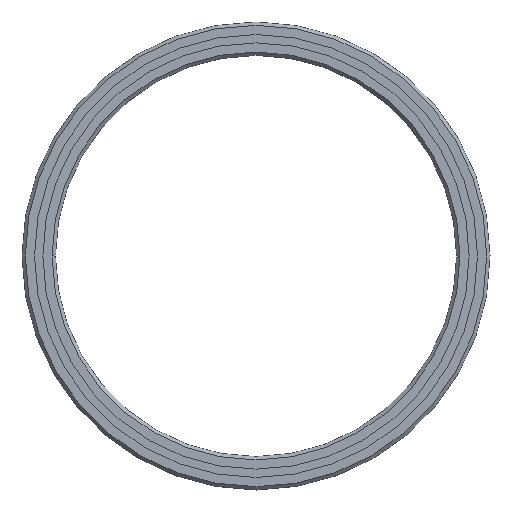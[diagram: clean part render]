
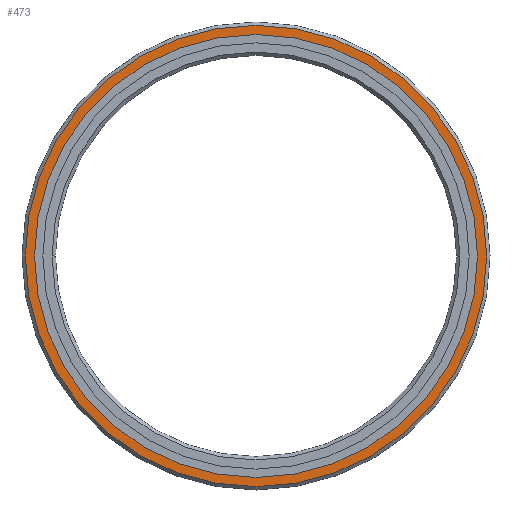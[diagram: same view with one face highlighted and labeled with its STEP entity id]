
A CAD part, front view. The second image highlights one B-rep face of the part: STEP entity #473.
In plain terms, the highlighted planar face has unit normal (0, -1, 0).
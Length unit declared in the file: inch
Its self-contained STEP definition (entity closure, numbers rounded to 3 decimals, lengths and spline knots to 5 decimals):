
#3 = DIRECTION ( 'NONE',  ( 1., 0., 0. ) ) ;
#8 = DIRECTION ( 'NONE',  ( 0., -1., 0. ) ) ;
#20 = CIRCLE ( 'NONE', #206, 1.65625 ) ;
#35 = FACE_OUTER_BOUND ( 'NONE', #449, .T. ) ;
#57 = ORIENTED_EDGE ( 'NONE', *, *, #381, .T. ) ;
#67 = CIRCLE ( 'NONE', #191, 1.725 ) ;
#77 = DIRECTION ( 'NONE',  ( 0., 1., 0. ) ) ;
#177 = AXIS2_PLACEMENT_3D ( 'NONE', #309, #479, #655 ) ;
#183 = DIRECTION ( 'NONE',  ( -1., 0., 0. ) ) ;
#191 = AXIS2_PLACEMENT_3D ( 'NONE', #304, #8, #3 ) ;
#192 = ORIENTED_EDGE ( 'NONE', *, *, #686, .T. ) ;
#206 = AXIS2_PLACEMENT_3D ( 'NONE', #518, #77, #183 ) ;
#271 = VERTEX_POINT ( 'NONE', #445 ) ;
#274 = CIRCLE ( 'NONE', #694, 1.65625 ) ;
#289 = VERTEX_POINT ( 'NONE', #702 ) ;
#292 = ORIENTED_EDGE ( 'NONE', *, *, #406, .T. ) ;
#304 = CARTESIAN_POINT ( 'NONE',  ( 0., -0.125, 0. ) ) ;
#309 = CARTESIAN_POINT ( 'NONE',  ( 0., -0.125, 0. ) ) ;
#321 = ORIENTED_EDGE ( 'NONE', *, *, #429, .T. ) ;
#322 = CARTESIAN_POINT ( 'NONE',  ( 0., -0.125, 0. ) ) ;
#347 = CIRCLE ( 'NONE', #177, 1.725 ) ;
#381 = EDGE_CURVE ( 'NONE', #481, #289, #20, .T. ) ;
#406 = EDGE_CURVE ( 'NONE', #558, #271, #347, .T. ) ;
#429 = EDGE_CURVE ( 'NONE', #289, #481, #274, .T. ) ;
#434 = PLANE ( 'NONE',  #633 ) ;
#445 = CARTESIAN_POINT ( 'NONE',  ( -1.725, -0.125, 0. ) ) ;
#447 = CARTESIAN_POINT ( 'NONE',  ( 1.725, -0.125, 0. ) ) ;
#449 = EDGE_LOOP ( 'NONE', ( #192, #292 ) ) ;
#473 = ADVANCED_FACE ( 'NONE', ( #35, #487 ), #434, .T. ) ;
#479 = DIRECTION ( 'NONE',  ( 0., -1., 0. ) ) ;
#481 = VERTEX_POINT ( 'NONE', #595 ) ;
#487 = FACE_BOUND ( 'NONE', #534, .T. ) ;
#518 = CARTESIAN_POINT ( 'NONE',  ( 0., -0.125, 0. ) ) ;
#534 = EDGE_LOOP ( 'NONE', ( #321, #57 ) ) ;
#542 = DIRECTION ( 'NONE',  ( 0., -1., 0. ) ) ;
#547 = DIRECTION ( 'NONE',  ( -1., 0., 0. ) ) ;
#558 = VERTEX_POINT ( 'NONE', #447 ) ;
#593 = DIRECTION ( 'NONE',  ( 0., 1., 0. ) ) ;
#595 = CARTESIAN_POINT ( 'NONE',  ( 1.65625, -0.125, 0. ) ) ;
#633 = AXIS2_PLACEMENT_3D ( 'NONE', #717, #542, #662 ) ;
#655 = DIRECTION ( 'NONE',  ( 1., 0., 0. ) ) ;
#662 = DIRECTION ( 'NONE',  ( 1., 0., 0. ) ) ;
#686 = EDGE_CURVE ( 'NONE', #271, #558, #67, .T. ) ;
#694 = AXIS2_PLACEMENT_3D ( 'NONE', #322, #593, #547 ) ;
#702 = CARTESIAN_POINT ( 'NONE',  ( -1.65625, -0.125, 0. ) ) ;
#717 = CARTESIAN_POINT ( 'NONE',  ( -1.75, -0.125, 0. ) ) ;
